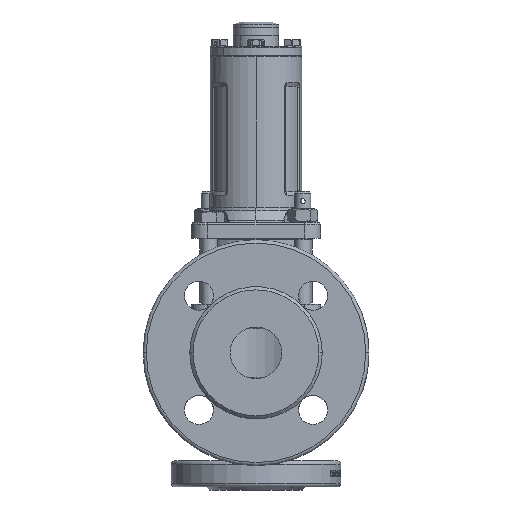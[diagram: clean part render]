
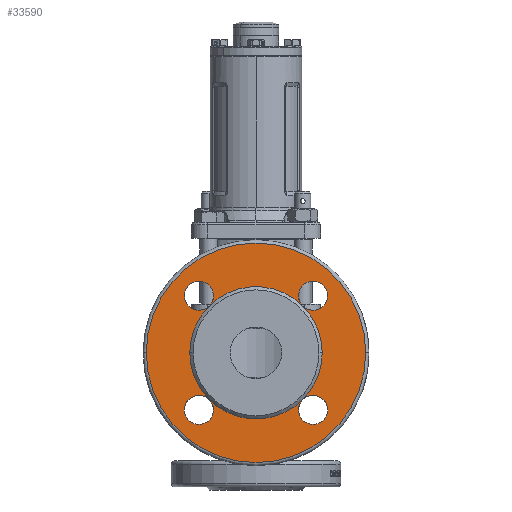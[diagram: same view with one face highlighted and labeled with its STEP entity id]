
A CAD part, left-side view. The second image highlights one B-rep face of the part: STEP entity #33590.
In plain terms, the highlighted planar face has unit normal (-1, 0, 0).
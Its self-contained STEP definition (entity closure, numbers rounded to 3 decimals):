
#3488=CARTESIAN_POINT('',(-93.,-26.355,-35.355));
#3489=VERTEX_POINT('',#3488);
#3496=CARTESIAN_POINT('',(-93.,-44.355,-35.355));
#3497=VERTEX_POINT('',#3496);
#3498=CARTESIAN_POINT('',(-93.,-35.355,-35.355));
#3499=DIRECTION('',(1.,-0.,-0.));
#3500=DIRECTION('',(0.,-1.,0.));
#3501=AXIS2_PLACEMENT_3D('',#3498,#3499,#3500);
#3502=CIRCLE('',#3501,9.);
#3503=EDGE_CURVE('NONE',#3497,#3489,#3502,.T.);
#3530=CARTESIAN_POINT('',(-93.,44.355,-35.355));
#3531=VERTEX_POINT('',#3530);
#3538=CARTESIAN_POINT('',(-93.,26.355,-35.355));
#3539=VERTEX_POINT('',#3538);
#3540=CARTESIAN_POINT('',(-93.,35.355,-35.355));
#3541=DIRECTION('',(1.,-0.,-0.));
#3542=DIRECTION('',(0.,-1.,0.));
#3543=AXIS2_PLACEMENT_3D('',#3540,#3541,#3542);
#3544=CIRCLE('',#3543,9.);
#3545=EDGE_CURVE('NONE',#3539,#3531,#3544,.T.);
#3572=CARTESIAN_POINT('',(-93.,44.355,35.355));
#3573=VERTEX_POINT('',#3572);
#3580=CARTESIAN_POINT('',(-93.,28.991,28.991));
#3581=VERTEX_POINT('',#3580);
#3582=CARTESIAN_POINT('',(-93.,35.355,35.355));
#3583=DIRECTION('',(1.,-0.,-0.));
#3584=DIRECTION('',(0.,-1.,0.));
#3585=AXIS2_PLACEMENT_3D('',#3582,#3583,#3584);
#3586=CIRCLE('',#3585,9.);
#3587=EDGE_CURVE('NONE',#3581,#3573,#3586,.T.);
#3589=CARTESIAN_POINT('',(-93.,26.355,35.355));
#3590=VERTEX_POINT('',#3589);
#3591=CARTESIAN_POINT('',(-93.,35.355,35.355));
#3592=DIRECTION('',(1.,-0.,-0.));
#3593=DIRECTION('',(0.,-1.,0.));
#3594=AXIS2_PLACEMENT_3D('',#3591,#3592,#3593);
#3595=CIRCLE('',#3594,9.);
#3596=EDGE_CURVE('NONE',#3590,#3581,#3595,.T.);
#3623=CARTESIAN_POINT('',(-93.,-26.355,35.355));
#3624=VERTEX_POINT('',#3623);
#3631=CARTESIAN_POINT('',(-93.,-28.991,28.991));
#3632=VERTEX_POINT('',#3631);
#3633=CARTESIAN_POINT('',(-93.,-35.355,35.355));
#3634=DIRECTION('',(1.,-0.,-0.));
#3635=DIRECTION('',(0.,-1.,0.));
#3636=AXIS2_PLACEMENT_3D('',#3633,#3634,#3635);
#3637=CIRCLE('',#3636,9.);
#3638=EDGE_CURVE('NONE',#3632,#3624,#3637,.T.);
#3640=CARTESIAN_POINT('',(-93.,-44.355,35.355));
#3641=VERTEX_POINT('',#3640);
#3642=CARTESIAN_POINT('',(-93.,-35.355,35.355));
#3643=DIRECTION('',(1.,-0.,-0.));
#3644=DIRECTION('',(0.,-1.,0.));
#3645=AXIS2_PLACEMENT_3D('',#3642,#3643,#3644);
#3646=CIRCLE('',#3645,9.);
#3647=EDGE_CURVE('NONE',#3641,#3632,#3646,.T.);
#3663=CARTESIAN_POINT('',(-93.,68.,-0.));
#3664=VERTEX_POINT('',#3663);
#3665=CARTESIAN_POINT('',(-93.,-68.,0.));
#3666=VERTEX_POINT('',#3665);
#3667=CARTESIAN_POINT('',(-93.,0.,0.));
#3668=DIRECTION('',(1.,0.,0.));
#3669=DIRECTION('',(-0.,1.,0.));
#3670=AXIS2_PLACEMENT_3D('',#3667,#3668,#3669);
#3671=CIRCLE('',#3670,68.);
#3672=EDGE_CURVE('NONE',#3664,#3666,#3671,.T.);
#6371=CARTESIAN_POINT('',(-93.,-41.,0.));
#6372=VERTEX_POINT('',#6371);
#6379=CARTESIAN_POINT('',(-93.,0.,0.));
#6380=DIRECTION('',(1.,0.,0.));
#6381=DIRECTION('',(-0.,1.,0.));
#6382=AXIS2_PLACEMENT_3D('',#6379,#6380,#6381);
#6383=CIRCLE('',#6382,41.);
#6384=EDGE_CURVE('NONE',#3632,#6372,#6383,.T.);
#6386=CARTESIAN_POINT('',(-93.,0.,0.));
#6387=DIRECTION('',(1.,0.,0.));
#6388=DIRECTION('',(-0.,1.,0.));
#6389=AXIS2_PLACEMENT_3D('',#6386,#6387,#6388);
#6390=CIRCLE('',#6389,41.);
#6391=EDGE_CURVE('NONE',#3581,#3632,#6390,.T.);
#6393=CARTESIAN_POINT('',(-93.,41.,-0.));
#6394=VERTEX_POINT('',#6393);
#6395=CARTESIAN_POINT('',(-93.,0.,0.));
#6396=DIRECTION('',(1.,0.,0.));
#6397=DIRECTION('',(-0.,1.,0.));
#6398=AXIS2_PLACEMENT_3D('',#6395,#6396,#6397);
#6399=CIRCLE('',#6398,41.);
#6400=EDGE_CURVE('NONE',#6394,#3581,#6399,.T.);
#30138=CARTESIAN_POINT('',(-93.,28.991,-28.991));
#30139=VERTEX_POINT('',#30138);
#30140=CARTESIAN_POINT('',(-93.,0.,0.));
#30141=DIRECTION('',(1.,0.,0.));
#30142=DIRECTION('',(-0.,1.,0.));
#30143=AXIS2_PLACEMENT_3D('',#30140,#30141,#30142);
#30144=CIRCLE('',#30143,41.);
#30145=EDGE_CURVE('NONE',#30139,#6394,#30144,.T.);
#30147=CARTESIAN_POINT('',(-93.,-28.991,-28.991));
#30148=VERTEX_POINT('',#30147);
#30149=CARTESIAN_POINT('',(-93.,0.,0.));
#30150=DIRECTION('',(1.,0.,0.));
#30151=DIRECTION('',(-0.,1.,0.));
#30152=AXIS2_PLACEMENT_3D('',#30149,#30150,#30151);
#30153=CIRCLE('',#30152,41.);
#30154=EDGE_CURVE('NONE',#30148,#30139,#30153,.T.);
#30156=CARTESIAN_POINT('',(-93.,0.,0.));
#30157=DIRECTION('',(1.,0.,0.));
#30158=DIRECTION('',(-0.,1.,0.));
#30159=AXIS2_PLACEMENT_3D('',#30156,#30157,#30158);
#30160=CIRCLE('',#30159,41.);
#30161=EDGE_CURVE('NONE',#6372,#30148,#30160,.T.);
#33513=CARTESIAN_POINT('',(-93.,0.,0.));
#33514=DIRECTION('',(1.,0.,0.));
#33515=DIRECTION('',(-0.,1.,0.));
#33516=AXIS2_PLACEMENT_3D('',#33513,#33514,#33515);
#33517=CIRCLE('',#33516,68.);
#33518=EDGE_CURVE('NONE',#3666,#3664,#33517,.T.);
#33525=CARTESIAN_POINT('',(-93.,0.,68.));
#33526=DIRECTION('',(-1.,0.,0.));
#33527=DIRECTION('',(0.,-1.,0.));
#33528=AXIS2_PLACEMENT_3D('',#33525,#33526,#33527);
#33529=PLANE('',#33528);
#33530=ORIENTED_EDGE('',*,*,#6384,.T.);
#33531=ORIENTED_EDGE('',*,*,#30161,.T.);
#33532=CARTESIAN_POINT('',(-93.,-35.355,-35.355));
#33533=DIRECTION('',(1.,-0.,-0.));
#33534=DIRECTION('',(0.,-1.,0.));
#33535=AXIS2_PLACEMENT_3D('',#33532,#33533,#33534);
#33536=CIRCLE('',#33535,9.);
#33537=EDGE_CURVE('NONE',#30148,#3497,#33536,.T.);
#33538=ORIENTED_EDGE('',*,*,#33537,.T.);
#33539=ORIENTED_EDGE('',*,*,#3503,.T.);
#33540=CARTESIAN_POINT('',(-93.,-35.355,-35.355));
#33541=DIRECTION('',(1.,-0.,-0.));
#33542=DIRECTION('',(0.,-1.,0.));
#33543=AXIS2_PLACEMENT_3D('',#33540,#33541,#33542);
#33544=CIRCLE('',#33543,9.);
#33545=EDGE_CURVE('NONE',#3489,#30148,#33544,.T.);
#33546=ORIENTED_EDGE('',*,*,#33545,.T.);
#33547=ORIENTED_EDGE('',*,*,#30154,.T.);
#33548=CARTESIAN_POINT('',(-93.,35.355,-35.355));
#33549=DIRECTION('',(1.,-0.,-0.));
#33550=DIRECTION('',(0.,-1.,0.));
#33551=AXIS2_PLACEMENT_3D('',#33548,#33549,#33550);
#33552=CIRCLE('',#33551,9.);
#33553=EDGE_CURVE('NONE',#30139,#3539,#33552,.T.);
#33554=ORIENTED_EDGE('',*,*,#33553,.T.);
#33555=ORIENTED_EDGE('',*,*,#3545,.T.);
#33556=CARTESIAN_POINT('',(-93.,35.355,-35.355));
#33557=DIRECTION('',(1.,-0.,-0.));
#33558=DIRECTION('',(0.,-1.,0.));
#33559=AXIS2_PLACEMENT_3D('',#33556,#33557,#33558);
#33560=CIRCLE('',#33559,9.);
#33561=EDGE_CURVE('NONE',#3531,#30139,#33560,.T.);
#33562=ORIENTED_EDGE('',*,*,#33561,.T.);
#33563=ORIENTED_EDGE('',*,*,#30145,.T.);
#33564=ORIENTED_EDGE('',*,*,#6400,.T.);
#33565=ORIENTED_EDGE('',*,*,#3587,.T.);
#33566=CARTESIAN_POINT('',(-93.,35.355,35.355));
#33567=DIRECTION('',(1.,-0.,-0.));
#33568=DIRECTION('',(0.,-1.,0.));
#33569=AXIS2_PLACEMENT_3D('',#33566,#33567,#33568);
#33570=CIRCLE('',#33569,9.);
#33571=EDGE_CURVE('NONE',#3573,#3590,#33570,.T.);
#33572=ORIENTED_EDGE('',*,*,#33571,.T.);
#33573=ORIENTED_EDGE('',*,*,#3596,.T.);
#33574=ORIENTED_EDGE('',*,*,#6391,.T.);
#33575=ORIENTED_EDGE('',*,*,#3638,.T.);
#33576=CARTESIAN_POINT('',(-93.,-35.355,35.355));
#33577=DIRECTION('',(1.,-0.,-0.));
#33578=DIRECTION('',(0.,-1.,0.));
#33579=AXIS2_PLACEMENT_3D('',#33576,#33577,#33578);
#33580=CIRCLE('',#33579,9.);
#33581=EDGE_CURVE('NONE',#3624,#3641,#33580,.T.);
#33582=ORIENTED_EDGE('',*,*,#33581,.T.);
#33583=ORIENTED_EDGE('',*,*,#3647,.T.);
#33584=EDGE_LOOP('',(#33530,#33531,#33538,#33539,#33546,#33547,#33554,#33555,#33562,#33563,#33564,#33565,#33572,#33573,#33574,#33575,#33582,#33583));
#33585=FACE_BOUND('',#33584,.T.);
#33586=ORIENTED_EDGE('',*,*,#3672,.F.);
#33587=ORIENTED_EDGE('',*,*,#33518,.F.);
#33588=EDGE_LOOP('',(#33586,#33587));
#33589=FACE_BOUND('',#33588,.T.);
#33590=ADVANCED_FACE('NONE',(#33585,#33589),#33529,.T.);
